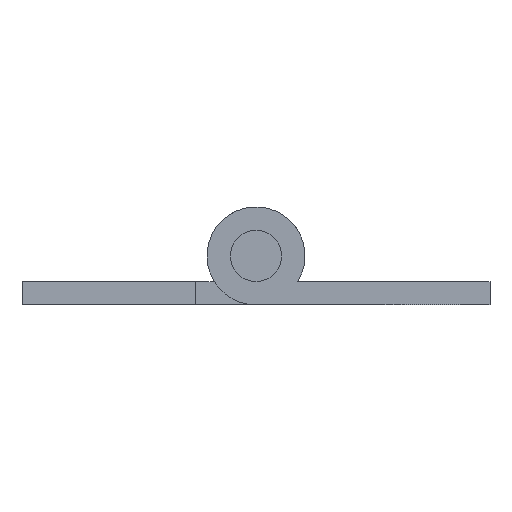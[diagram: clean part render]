
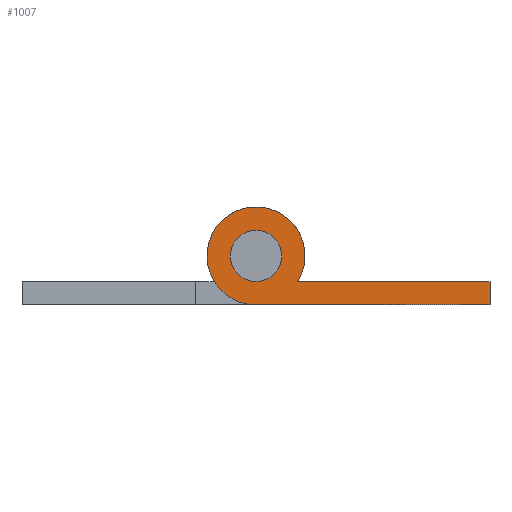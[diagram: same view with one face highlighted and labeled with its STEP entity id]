
A CAD part, front view. The second image highlights one B-rep face of the part: STEP entity #1007.
In plain terms, the highlighted planar face has unit normal (0, -1, 0).
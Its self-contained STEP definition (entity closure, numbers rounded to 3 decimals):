
#890 = EDGE_CURVE ( 'NONE', #891, #900, #4433, .T. ) ;
#891 = VERTEX_POINT ( 'NONE', #4429 ) ;
#900 = VERTEX_POINT ( 'NONE', #4402 ) ;
#992 = EDGE_CURVE ( 'NONE', #1072, #1001, #4608, .T. ) ;
#994 = EDGE_LOOP ( 'NONE', ( #1075, #999 ) ) ;
#999 = ORIENTED_EDGE ( 'NONE', *, *, #1024, .T. ) ;
#1001 = VERTEX_POINT ( 'NONE', #4592 ) ;
#1003 = VERTEX_POINT ( 'NONE', #4591 ) ;
#1004 = ORIENTED_EDGE ( 'NONE', *, *, #1067, .F. ) ;
#1005 = ORIENTED_EDGE ( 'NONE', *, *, #1006, .F. ) ;
#1006 = EDGE_CURVE ( 'NONE', #1008, #1003, #4654, .T. ) ;
#1007 = ADVANCED_FACE ( 'NONE', ( #4650, #4649 ), #4648, .F. ) ;
#1008 = VERTEX_POINT ( 'NONE', #4643 ) ;
#1022 = EDGE_LOOP ( 'NONE', ( #1005, #1004, #1071, #1068 ) ) ;
#1024 = EDGE_CURVE ( 'NONE', #900, #891, #4686, .T. ) ;
#1067 = EDGE_CURVE ( 'NONE', #1001, #1008, #4736, .T. ) ;
#1068 = ORIENTED_EDGE ( 'NONE', *, *, #1070, .F. ) ;
#1070 = EDGE_CURVE ( 'NONE', #1003, #1072, #4732, .T. ) ;
#1071 = ORIENTED_EDGE ( 'NONE', *, *, #992, .F. ) ;
#1072 = VERTEX_POINT ( 'NONE', #4728 ) ;
#1075 = ORIENTED_EDGE ( 'NONE', *, *, #890, .T. ) ;
#4369 = CARTESIAN_POINT ( 'NONE',  ( 0., -375., 0. ) ) ;
#4402 = CARTESIAN_POINT ( 'NONE',  ( 0., -375., 1.75 ) ) ;
#4429 = CARTESIAN_POINT ( 'NONE',  ( 0., -375., -1.75 ) ) ;
#4430 = DIRECTION ( 'NONE',  ( 0., 0., 1. ) ) ;
#4431 = DIRECTION ( 'NONE',  ( 0., 1., 0. ) ) ;
#4432 = AXIS2_PLACEMENT_3D ( 'NONE', #4369, #4431, #4430 ) ;
#4433 = CIRCLE ( 'NONE', #4432, 1.75 ) ;
#4591 = CARTESIAN_POINT ( 'NONE',  ( 16., -375., -3.35 ) ) ;
#4592 = CARTESIAN_POINT ( 'NONE',  ( 2.857, -375., -1.75 ) ) ;
#4604 = DIRECTION ( 'NONE',  ( 0., 0., 1. ) ) ;
#4605 = DIRECTION ( 'NONE',  ( 0., 1., 0. ) ) ;
#4606 = CARTESIAN_POINT ( 'NONE',  ( 0., -375., 0. ) ) ;
#4607 = AXIS2_PLACEMENT_3D ( 'NONE', #4606, #4605, #4604 ) ;
#4608 = CIRCLE ( 'NONE', #4607, 3.35 ) ;
#4643 = CARTESIAN_POINT ( 'NONE',  ( 16., -375., -1.75 ) ) ;
#4644 = DIRECTION ( 'NONE',  ( 0., 0., 1. ) ) ;
#4645 = DIRECTION ( 'NONE',  ( 0., 1., 0. ) ) ;
#4646 = CARTESIAN_POINT ( 'NONE',  ( 0., -375., 0. ) ) ;
#4647 = AXIS2_PLACEMENT_3D ( 'NONE', #4646, #4645, #4644 ) ;
#4648 = PLANE ( 'NONE',  #4647 ) ;
#4649 = FACE_BOUND ( 'NONE', #994, .T. ) ;
#4650 = FACE_OUTER_BOUND ( 'NONE', #1022, .T. ) ;
#4651 = DIRECTION ( 'NONE',  ( 0., 0., -1. ) ) ;
#4652 = VECTOR ( 'NONE', #4651, 1000. ) ;
#4653 = CARTESIAN_POINT ( 'NONE',  ( 16., -375., -3.35 ) ) ;
#4654 = LINE ( 'NONE', #4653, #4652 ) ;
#4682 = DIRECTION ( 'NONE',  ( 0., 0., 1. ) ) ;
#4683 = DIRECTION ( 'NONE',  ( 0., 1., 0. ) ) ;
#4684 = CARTESIAN_POINT ( 'NONE',  ( 0., -375., 0. ) ) ;
#4685 = AXIS2_PLACEMENT_3D ( 'NONE', #4684, #4683, #4682 ) ;
#4686 = CIRCLE ( 'NONE', #4685, 1.75 ) ;
#4728 = CARTESIAN_POINT ( 'NONE',  ( 0., -375., -3.35 ) ) ;
#4729 = DIRECTION ( 'NONE',  ( -1., 0., 0. ) ) ;
#4730 = VECTOR ( 'NONE', #4729, 1000. ) ;
#4731 = CARTESIAN_POINT ( 'NONE',  ( 0., -375., -3.35 ) ) ;
#4732 = LINE ( 'NONE', #4731, #4730 ) ;
#4733 = DIRECTION ( 'NONE',  ( 1., 0., 0. ) ) ;
#4734 = VECTOR ( 'NONE', #4733, 1000. ) ;
#4735 = CARTESIAN_POINT ( 'NONE',  ( 16., -375., -1.75 ) ) ;
#4736 = LINE ( 'NONE', #4735, #4734 ) ;
